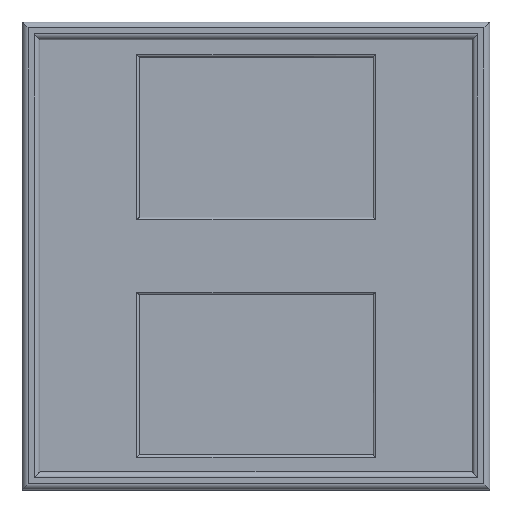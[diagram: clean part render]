
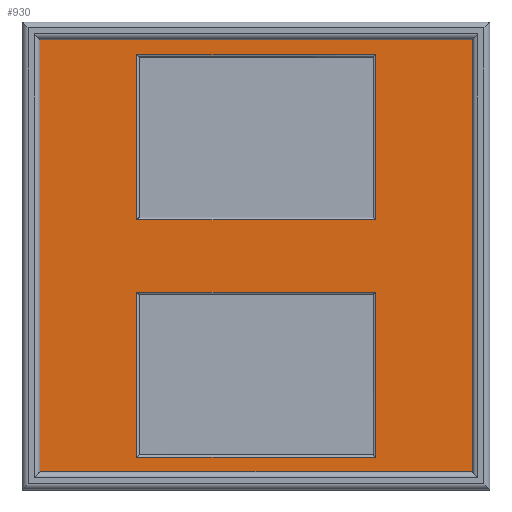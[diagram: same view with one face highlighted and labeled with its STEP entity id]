
A CAD part, top view. The second image highlights one B-rep face of the part: STEP entity #930.
In plain terms, the highlighted planar face has unit normal (0, 0, 1).
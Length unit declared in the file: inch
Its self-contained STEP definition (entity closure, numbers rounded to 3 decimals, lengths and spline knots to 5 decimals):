
#15=FACE_BOUND('',#138,.T.);
#16=FACE_BOUND('',#139,.T.);
#80=FACE_OUTER_BOUND('',#137,.T.);
#137=EDGE_LOOP('',(#711,#712,#713,#714));
#138=EDGE_LOOP('',(#715,#716,#717,#718));
#139=EDGE_LOOP('',(#719,#720,#721,#722));
#223=LINE('',#1412,#335);
#225=LINE('',#1420,#337);
#228=LINE('',#1428,#340);
#229=LINE('',#1431,#341);
#236=LINE('',#1446,#348);
#237=LINE('',#1448,#349);
#238=LINE('',#1450,#350);
#239=LINE('',#1451,#351);
#240=LINE('',#1454,#352);
#241=LINE('',#1456,#353);
#242=LINE('',#1458,#354);
#243=LINE('',#1459,#355);
#335=VECTOR('',#1140,0.3937);
#337=VECTOR('',#1148,0.3937);
#340=VECTOR('',#1155,0.3937);
#341=VECTOR('',#1160,0.3937);
#348=VECTOR('',#1173,0.3937);
#349=VECTOR('',#1174,0.3937);
#350=VECTOR('',#1175,0.3937);
#351=VECTOR('',#1176,0.3937);
#352=VECTOR('',#1177,0.3937);
#353=VECTOR('',#1178,0.3937);
#354=VECTOR('',#1179,0.3937);
#355=VECTOR('',#1180,0.3937);
#431=VERTEX_POINT('',#1410);
#432=VERTEX_POINT('',#1411);
#435=VERTEX_POINT('',#1419);
#438=VERTEX_POINT('',#1427);
#442=VERTEX_POINT('',#1444);
#443=VERTEX_POINT('',#1445);
#444=VERTEX_POINT('',#1447);
#445=VERTEX_POINT('',#1449);
#446=VERTEX_POINT('',#1452);
#447=VERTEX_POINT('',#1453);
#448=VERTEX_POINT('',#1455);
#449=VERTEX_POINT('',#1457);
#527=EDGE_CURVE('',#431,#432,#223,.T.);
#531=EDGE_CURVE('',#432,#435,#225,.T.);
#535=EDGE_CURVE('',#435,#438,#228,.T.);
#537=EDGE_CURVE('',#438,#431,#229,.T.);
#544=EDGE_CURVE('',#442,#443,#236,.T.);
#545=EDGE_CURVE('',#443,#444,#237,.T.);
#546=EDGE_CURVE('',#444,#445,#238,.T.);
#547=EDGE_CURVE('',#445,#442,#239,.T.);
#548=EDGE_CURVE('',#446,#447,#240,.T.);
#549=EDGE_CURVE('',#448,#446,#241,.T.);
#550=EDGE_CURVE('',#449,#448,#242,.T.);
#551=EDGE_CURVE('',#447,#449,#243,.T.);
#711=ORIENTED_EDGE('',*,*,#544,.T.);
#712=ORIENTED_EDGE('',*,*,#545,.T.);
#713=ORIENTED_EDGE('',*,*,#546,.T.);
#714=ORIENTED_EDGE('',*,*,#547,.T.);
#715=ORIENTED_EDGE('',*,*,#548,.F.);
#716=ORIENTED_EDGE('',*,*,#549,.F.);
#717=ORIENTED_EDGE('',*,*,#550,.F.);
#718=ORIENTED_EDGE('',*,*,#551,.F.);
#719=ORIENTED_EDGE('',*,*,#527,.F.);
#720=ORIENTED_EDGE('',*,*,#537,.F.);
#721=ORIENTED_EDGE('',*,*,#535,.F.);
#722=ORIENTED_EDGE('',*,*,#531,.F.);
#885=PLANE('',#1005);
#930=ADVANCED_FACE('',(#80,#15,#16),#885,.T.);
#1005=AXIS2_PLACEMENT_3D('',#1443,#1171,#1172);
#1140=DIRECTION('',(0.,1.,0.));
#1148=DIRECTION('',(-1.,0.,0.));
#1155=DIRECTION('',(0.,-1.,0.));
#1160=DIRECTION('',(1.,0.,0.));
#1171=DIRECTION('center_axis',(0.,0.,1.));
#1172=DIRECTION('ref_axis',(1.,0.,0.));
#1173=DIRECTION('',(1.,0.,0.));
#1174=DIRECTION('',(0.,1.,0.));
#1175=DIRECTION('',(-1.,0.,0.));
#1176=DIRECTION('',(0.,-1.,0.));
#1177=DIRECTION('',(1.,0.,0.));
#1178=DIRECTION('',(0.,-1.,0.));
#1179=DIRECTION('',(-1.,0.,0.));
#1180=DIRECTION('',(0.,1.,0.));
#1410=CARTESIAN_POINT('',(1.00619,-1.695,1.37795));
#1411=CARTESIAN_POINT('',(1.00619,-0.305,1.37795));
#1412=CARTESIAN_POINT('',(1.00619,-0.1625,1.37795));
#1419=CARTESIAN_POINT('',(-1.00381,-0.305,1.37795));
#1420=CARTESIAN_POINT('',(-0.49191,-0.305,1.37795));
#1427=CARTESIAN_POINT('',(-1.00381,-1.695,1.37795));
#1428=CARTESIAN_POINT('',(-1.00381,-0.8375,1.37795));
#1431=CARTESIAN_POINT('',(0.49309,-1.695,1.37795));
#1443=CARTESIAN_POINT('Origin',(0.,0.,1.37795));
#1444=CARTESIAN_POINT('',(-1.81851,-1.81851,1.37795));
#1445=CARTESIAN_POINT('',(1.81851,-1.81851,1.37795));
#1446=CARTESIAN_POINT('',(0.90925,-1.81851,1.37795));
#1447=CARTESIAN_POINT('',(1.81851,1.81851,1.37795));
#1448=CARTESIAN_POINT('',(1.81851,0.90925,1.37795));
#1449=CARTESIAN_POINT('',(-1.81851,1.81851,1.37795));
#1450=CARTESIAN_POINT('',(-0.90925,1.81851,1.37795));
#1451=CARTESIAN_POINT('',(-1.81851,-0.90925,1.37795));
#1452=CARTESIAN_POINT('',(-1.00381,0.305,1.37795));
#1453=CARTESIAN_POINT('',(1.00619,0.305,1.37795));
#1454=CARTESIAN_POINT('',(0.49309,0.305,1.37795));
#1455=CARTESIAN_POINT('',(-1.00381,1.695,1.37795));
#1456=CARTESIAN_POINT('',(-1.00381,0.1625,1.37795));
#1457=CARTESIAN_POINT('',(1.00619,1.695,1.37795));
#1458=CARTESIAN_POINT('',(-0.49191,1.695,1.37795));
#1459=CARTESIAN_POINT('',(1.00619,0.8375,1.37795));
